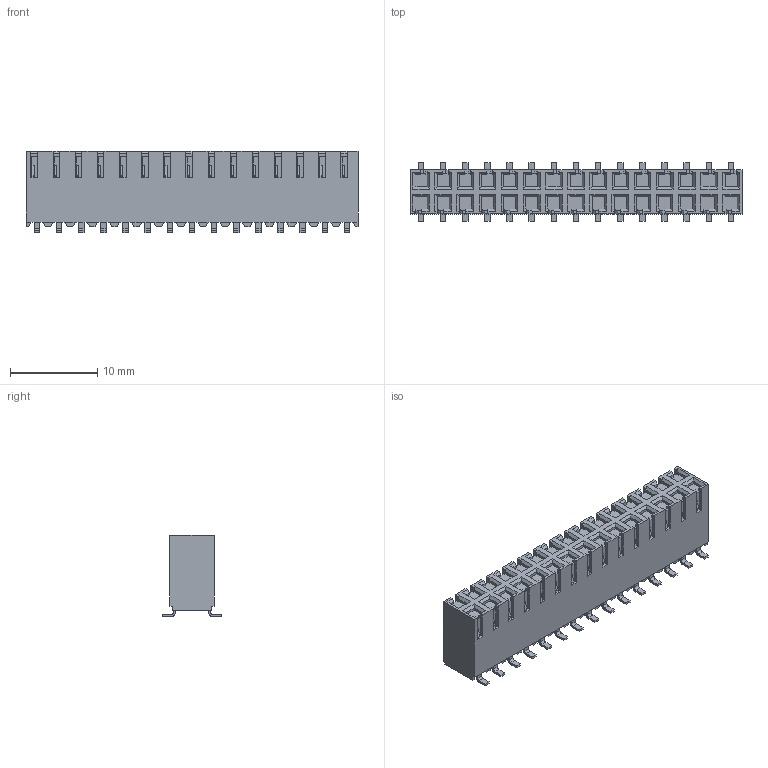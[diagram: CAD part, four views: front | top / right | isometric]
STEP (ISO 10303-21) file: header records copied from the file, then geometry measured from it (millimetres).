
FILE_DESCRIPTION((''),'2;1');
FILE_NAME('015453130','2016-12-06T',('ksrinivasara'),(''),'PRO/ENGINEER BY PARAMETRIC TECHNOLOGY CORPORATION, 2012310','PRO/ENGINEER BY PARAMETRIC TECHNOLOGY CORPORATION, 2012310','');
FILE_SCHEMA(('CONFIG_CONTROL_DESIGN'));
Length unit declared in the file: inch
Products named in the file (1): 015453130
Bounding box: 38.07 x 6.76 x 9.35 mm (x, y, z)
Volume: 1534.2 mm3; surface area: 1455.2 mm2
Topology: 1 solids, 1 shells, 984 faces, 2784 edges, 1846 vertices
Faces by surface type: plane 909, cylinder 60, bspline 15
Entity records: 31287 total; most frequent: CARTESIAN_POINT 5840, ORIENTED_EDGE 5328, DIRECTION 4844, VECTOR 2664, LINE 2664, EDGE_CURVE 2664, VERTEX_POINT 1726, AXIS2_PLACEMENT_3D 1090
